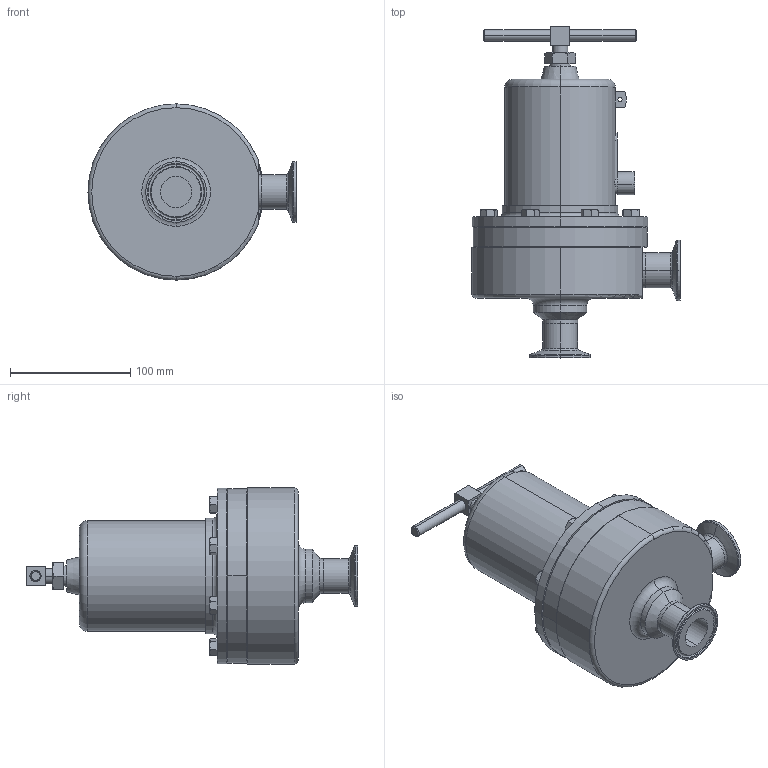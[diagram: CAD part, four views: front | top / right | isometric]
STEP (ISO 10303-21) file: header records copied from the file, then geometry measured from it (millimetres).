
FILE_DESCRIPTION (( 'STEP AP203' ), '1' );
FILE_NAME ('96DAA-25.STEP', '2017-06-07T14:21:54', ( '' ), ( '' ), 'SwSTEP 2.0', 'SolidWorks 2014', '' );
FILE_SCHEMA (( 'CONFIG_CONTROL_DESIGN' ));
Length unit declared in the file: inch
Products named in the file (2): 96DAA-25
Bounding box: 173.03 x 276.02 x 146.56 mm (x, y, z)
Volume: 1960427.3 mm3; surface area: 147825.1 mm2
Topology: 1 solids, 1 shells, 290 faces, 665 edges, 410 vertices
Faces by surface type: plane 101, cylinder 85, cone 83, torus 21
Entity records: 8925 total; most frequent: CARTESIAN_POINT 2129, DIRECTION 1431, ORIENTED_EDGE 1330, EDGE_CURVE 665, AXIS2_PLACEMENT_3D 587, VERTEX_POINT 410, EDGE_LOOP 357, CIRCLE 295
